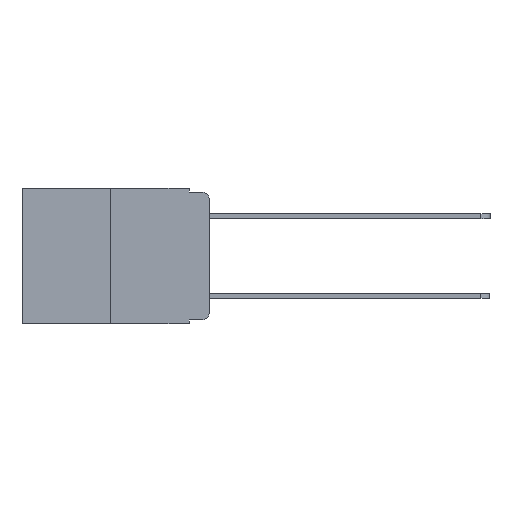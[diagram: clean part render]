
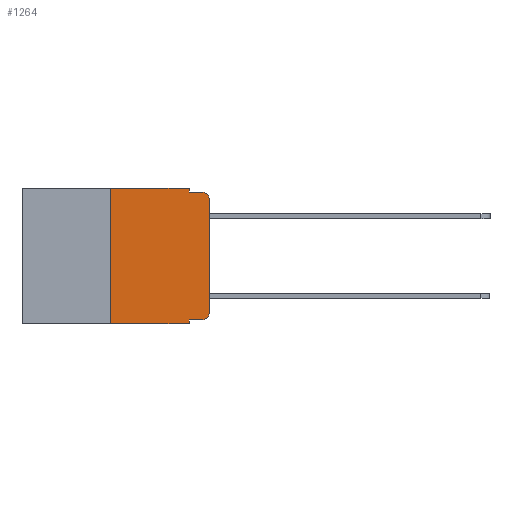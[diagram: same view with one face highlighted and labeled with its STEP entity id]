
A CAD part, left-side view. The second image highlights one B-rep face of the part: STEP entity #1264.
In plain terms, the highlighted planar face has unit normal (-1, 0, 0).
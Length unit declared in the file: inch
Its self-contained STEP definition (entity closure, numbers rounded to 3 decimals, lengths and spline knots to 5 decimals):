
#111 = VERTEX_POINT ( 'NONE', #791 ) ;
#566 = LINE ( 'NONE', #6720, #4492 ) ;
#782 = VECTOR ( 'NONE', #3366, 39.37008 ) ;
#791 = CARTESIAN_POINT ( 'NONE',  ( 0., 0.25, -0.343 ) ) ;
#1008 = DIRECTION ( 'NONE',  ( 0., 0., 1. ) ) ;
#1052 = ORIENTED_EDGE ( 'NONE', *, *, #11145, .F. ) ;
#1082 = VERTEX_POINT ( 'NONE', #16878 ) ;
#1264 = ADVANCED_FACE ( 'NONE', ( #13652 ), #1284, .F. ) ;
#1284 = PLANE ( 'NONE',  #1794 ) ;
#1396 = LINE ( 'NONE', #9127, #782 ) ;
#1414 = CARTESIAN_POINT ( 'NONE',  ( 0., 0.051, -0.343 ) ) ;
#1589 = AXIS2_PLACEMENT_3D ( 'NONE', #4204, #17356, #6111 ) ;
#1746 = EDGE_CURVE ( 'NONE', #19433, #8394, #8668, .T. ) ;
#1765 = DIRECTION ( 'NONE',  ( 0., 0., -1. ) ) ;
#1794 = AXIS2_PLACEMENT_3D ( 'NONE', #16645, #3886, #11533 ) ;
#1970 = ORIENTED_EDGE ( 'NONE', *, *, #1746, .F. ) ;
#2105 = DIRECTION ( 'NONE',  ( 0., 0., -1. ) ) ;
#2266 = VECTOR ( 'NONE', #6451, 39.37008 ) ;
#3073 = CARTESIAN_POINT ( 'NONE',  ( 0., 0.473, 0. ) ) ;
#3366 = DIRECTION ( 'NONE',  ( 0., -1., 0. ) ) ;
#3721 = LINE ( 'NONE', #3073, #22452 ) ;
#3745 = ORIENTED_EDGE ( 'NONE', *, *, #7853, .F. ) ;
#3886 = DIRECTION ( 'NONE',  ( 1., 0., 0. ) ) ;
#3984 = DIRECTION ( 'NONE',  ( 0., -1., 0. ) ) ;
#4204 = CARTESIAN_POINT ( 'NONE',  ( 0., 0.02, -0.313 ) ) ;
#4400 = VERTEX_POINT ( 'NONE', #12155 ) ;
#4492 = VECTOR ( 'NONE', #1008, 39.37008 ) ;
#4610 = CARTESIAN_POINT ( 'NONE',  ( 0., 0.473, -0.343 ) ) ;
#4978 = CARTESIAN_POINT ( 'NONE',  ( 0., 0., -0.03 ) ) ;
#5421 = VERTEX_POINT ( 'NONE', #16281 ) ;
#5427 = EDGE_CURVE ( 'NONE', #5421, #4400, #3721, .T. ) ;
#5473 = CIRCLE ( 'NONE', #23729, 0.02 ) ;
#5482 = VECTOR ( 'NONE', #19331, 39.37008 ) ;
#5735 = EDGE_CURVE ( 'NONE', #15789, #8234, #8487, .T. ) ;
#5812 = VECTOR ( 'NONE', #1765, 39.37008 ) ;
#5883 = EDGE_CURVE ( 'NONE', #1082, #19681, #20414, .T. ) ;
#5957 = CARTESIAN_POINT ( 'NONE',  ( 0., 0.051, 0. ) ) ;
#6111 = DIRECTION ( 'NONE',  ( 0., 0., -1. ) ) ;
#6451 = DIRECTION ( 'NONE',  ( 0., -1., 0. ) ) ;
#6531 = CARTESIAN_POINT ( 'NONE',  ( 0., 0.051, -0.01 ) ) ;
#6720 = CARTESIAN_POINT ( 'NONE',  ( 0., 0.25, 0. ) ) ;
#6777 = LINE ( 'NONE', #4610, #2266 ) ;
#7689 = ORIENTED_EDGE ( 'NONE', *, *, #23843, .T. ) ;
#7853 = EDGE_CURVE ( 'NONE', #4400, #15789, #16421, .T. ) ;
#8098 = CARTESIAN_POINT ( 'NONE',  ( 0., 0.051, -0.333 ) ) ;
#8234 = VERTEX_POINT ( 'NONE', #16207 ) ;
#8394 = VERTEX_POINT ( 'NONE', #1414 ) ;
#8481 = EDGE_LOOP ( 'NONE', ( #19290, #18451, #12696, #3745, #9998, #1052, #9722, #1970, #7689, #9448 ) ) ;
#8487 = LINE ( 'NONE', #15293, #14091 ) ;
#8668 = LINE ( 'NONE', #5957, #18584 ) ;
#8831 = DIRECTION ( 'NONE',  ( 0., -1., 0. ) ) ;
#9127 = CARTESIAN_POINT ( 'NONE',  ( 0., 0.051, -0.333 ) ) ;
#9448 = ORIENTED_EDGE ( 'NONE', *, *, #16933, .T. ) ;
#9722 = ORIENTED_EDGE ( 'NONE', *, *, #17100, .T. ) ;
#9998 = ORIENTED_EDGE ( 'NONE', *, *, #5427, .F. ) ;
#11122 = DIRECTION ( 'NONE',  ( -1., 0., 0. ) ) ;
#11145 = EDGE_CURVE ( 'NONE', #111, #5421, #566, .T. ) ;
#11248 = CARTESIAN_POINT ( 'NONE',  ( 0., 0.051, 0. ) ) ;
#11474 = VERTEX_POINT ( 'NONE', #15171 ) ;
#11533 = DIRECTION ( 'NONE',  ( 0., 0., -1. ) ) ;
#11873 = CARTESIAN_POINT ( 'NONE',  ( 0., 0., 0. ) ) ;
#12155 = CARTESIAN_POINT ( 'NONE',  ( 0., 0.051, 0. ) ) ;
#12696 = ORIENTED_EDGE ( 'NONE', *, *, #5735, .F. ) ;
#13652 = FACE_OUTER_BOUND ( 'NONE', #8481, .T. ) ;
#14091 = VECTOR ( 'NONE', #3984, 39.37008 ) ;
#14732 = CIRCLE ( 'NONE', #1589, 0.02 ) ;
#15171 = CARTESIAN_POINT ( 'NONE',  ( 0., 0.02, -0.333 ) ) ;
#15293 = CARTESIAN_POINT ( 'NONE',  ( 0., 0.051, -0.01 ) ) ;
#15789 = VERTEX_POINT ( 'NONE', #6531 ) ;
#16207 = CARTESIAN_POINT ( 'NONE',  ( 0., 0.02, -0.01 ) ) ;
#16281 = CARTESIAN_POINT ( 'NONE',  ( 0., 0.25, 0. ) ) ;
#16421 = LINE ( 'NONE', #11248, #5812 ) ;
#16645 = CARTESIAN_POINT ( 'NONE',  ( 0., 0.473, 0. ) ) ;
#16878 = CARTESIAN_POINT ( 'NONE',  ( 0., 0., -0.313 ) ) ;
#16933 = EDGE_CURVE ( 'NONE', #11474, #1082, #14732, .T. ) ;
#17100 = EDGE_CURVE ( 'NONE', #111, #8394, #6777, .T. ) ;
#17356 = DIRECTION ( 'NONE',  ( -1., 0., 0. ) ) ;
#18451 = ORIENTED_EDGE ( 'NONE', *, *, #19700, .T. ) ;
#18584 = VECTOR ( 'NONE', #2105, 39.37008 ) ;
#19290 = ORIENTED_EDGE ( 'NONE', *, *, #5883, .T. ) ;
#19331 = DIRECTION ( 'NONE',  ( 0., 0., 1. ) ) ;
#19433 = VERTEX_POINT ( 'NONE', #8098 ) ;
#19681 = VERTEX_POINT ( 'NONE', #4978 ) ;
#19700 = EDGE_CURVE ( 'NONE', #19681, #8234, #5473, .T. ) ;
#20414 = LINE ( 'NONE', #11873, #5482 ) ;
#21905 = CARTESIAN_POINT ( 'NONE',  ( 0., 0.02, -0.03 ) ) ;
#22452 = VECTOR ( 'NONE', #8831, 39.37008 ) ;
#23729 = AXIS2_PLACEMENT_3D ( 'NONE', #21905, #11122, #24035 ) ;
#23843 = EDGE_CURVE ( 'NONE', #19433, #11474, #1396, .T. ) ;
#24035 = DIRECTION ( 'NONE',  ( 0., 0., -1. ) ) ;
